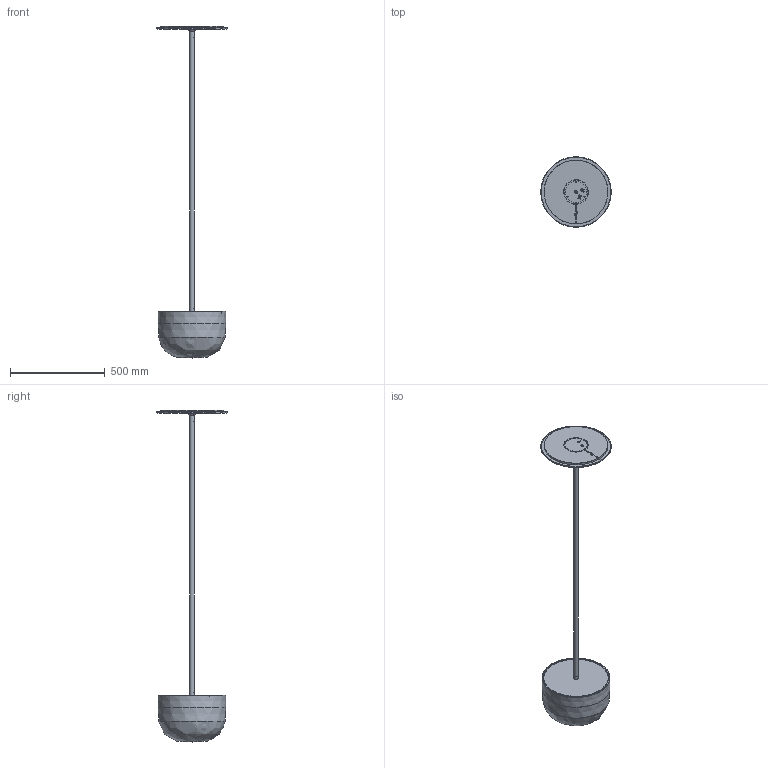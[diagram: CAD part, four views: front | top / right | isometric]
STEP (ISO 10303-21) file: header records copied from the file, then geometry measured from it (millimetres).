
FILE_DESCRIPTION(/* description */ (''),/* implementation_level */ '2;1');
FILE_NAME(/* name */ 'F439225xxxxxWL.stp',/* time_stamp */ '2020-01-15T09:53:39+01:00',/* author */ ('sghezzi'),/* organization */ (''),/* preprocessor_version */ 'ST-DEVELOPER v17.2',/* originating_system */ 'Autodesk Inventor 2019',/* authorisation */ '');
FILE_SCHEMA (('AUTOMOTIVE_DESIGN { 1 0 10303 214 3 1 1 }'));
Length unit declared in the file: millimetre
Products named in the file (43): F439225xxxxxWL; 001439200-01; 007439207; 007439207-1; 007439207-2; 007439204; 007439260; 065007301; 005302301; 003439500; 007439200; 007438903; 060009001; 063015001; 007439226; 006438910; 001439220; 007438905; 003439203; 003439204; 003439203_1; 065020001; 007439240; 006531200; 006349301; 005438900; 001438921; 007438900; 003438900; 003438900_1; 003438901; 006438915; 005438911; 003439200; 007439250; 006558701; 007438960; 005414399; 005302602; 007438980 ...
Assembly tree (81 placements, depth 5):
  F439225xxxxxWL
    001439200-01
      007439207
        007439207-1
        007439207-2
      007439204
      006558701  x9
      007439260
      065007301  x3
      060009001  x2
      007439226  x2
      005302301  x2
      003439500
      007439200
      007438903
      063015001
      006438910  x3
      001439220
        007438905
        003439203
          003439204
          003439203_1
        065020001  x3
        005438911
      007439240  x3
      006531200  x6
      006349301
      005438900  x2
      001438921
        007438900
        003438900
          003438900_1
          003438901
        006438915  x6
        005438911
      007439250  x3
      003439200
      007438960  x3
      005414399
      005302602
      007438990  x3
      007438980  x3
    001438950-51
      002438900
Bounding box: 371 x 371 x 1749.56 mm (x, y, z)
Volume: 5728692.8 mm3; surface area: 3041340.8 mm2
Topology: 76 solids, 76 shells, 1790 faces, 4706 edges, 3112 vertices
Faces by surface type: plane 978, cylinder 594, cone 187, torus 15, sphere 9, bspline 7
Full cylindrical faces by diameter (mm): 1.35 x2, 2 x12, 2.2 x12, 2.417 x2, 2.459 x9, 3 x29, 3.242 x6, 3.3 x6, 3.5 x12, 4 x23, 4.2 x6, 4.3 x9, 4.5 x6, 6 x2, 6.5 x6, 7.6 x3, 11.8 x3, 13 x2, 13.157 x2, 13.2 x4, 19.99 x2, 20 x1, 21.8 x1, 23 x1, 25 x1, 26 x2, 60 x1, 60.5 x1, 127 x1, 130 x1
Entity records: 28229 total; most frequent: CARTESIAN_POINT 5307, DIRECTION 4748, ORIENTED_EDGE 4232, EDGE_CURVE 2116, AXIS2_PLACEMENT_3D 1824, VERTEX_POINT 1460, LINE 1100, VECTOR 1100
